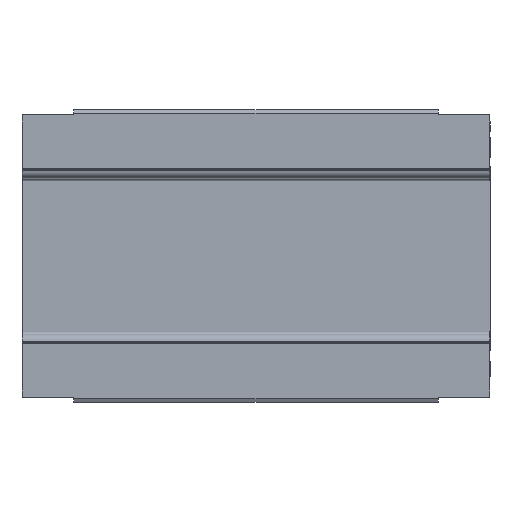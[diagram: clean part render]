
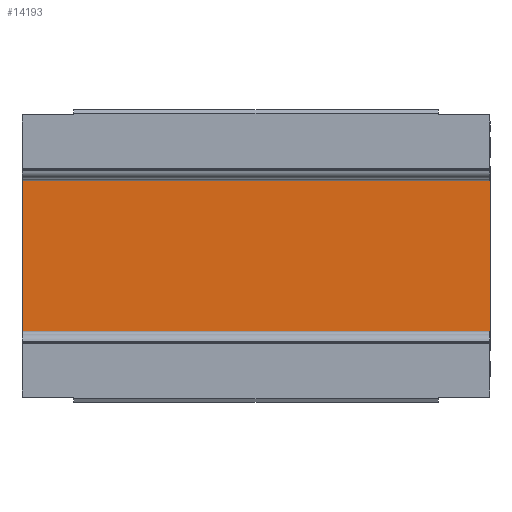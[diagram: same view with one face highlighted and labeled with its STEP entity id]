
A CAD part, front view. The second image highlights one B-rep face of the part: STEP entity #14193.
In plain terms, the highlighted planar face has unit normal (0, -1, 0).
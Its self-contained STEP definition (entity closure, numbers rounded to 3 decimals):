
#3658 = CARTESIAN_POINT ( 'NONE',  ( -63.6, 4., -4.8 ) ) ;
#3659 = CARTESIAN_POINT ( 'NONE',  ( -63.6, 4., 4.8 ) ) ;
#3710 = CARTESIAN_POINT ( 'NONE',  ( -36.4, 4., 4.8 ) ) ;
#3711 = CARTESIAN_POINT ( 'NONE',  ( -36.4, 4., -4.8 ) ) ;
#6881 = ORIENTED_EDGE ( 'NONE', *, *, #13869, .T. ) ;
#6882 = ORIENTED_EDGE ( 'NONE', *, *, #12012, .T. ) ;
#6883 = ORIENTED_EDGE ( 'NONE', *, *, #14017, .T. ) ;
#6884 = ORIENTED_EDGE ( 'NONE', *, *, #12046, .T. ) ;
#7123 = EDGE_LOOP ( 'NONE', ( #6881, #6882, #6883, #6884 ) ) ;
#7582 = FACE_OUTER_BOUND ( 'NONE', #7123, .T. ) ;
#7861 = VECTOR ( 'NONE', #10219, 1000. ) ;
#7967 = LINE ( 'NONE', #10217, #7861 ) ;
#8076 = VECTOR ( 'NONE', #21657, 1000. ) ;
#8100 = LINE ( 'NONE', #21653, #8076 ) ;
#10217 = CARTESIAN_POINT ( 'NONE',  ( -36.4, 4., -5. ) ) ;
#10219 = DIRECTION ( 'NONE',  ( 0., 0., 1. ) ) ;
#12012 = EDGE_CURVE ( 'NONE', #13159, #13212, #16967, .T. ) ;
#12046 = EDGE_CURVE ( 'NONE', #13211, #13160, #17066, .T. ) ;
#13159 = VERTEX_POINT ( 'NONE', #3658 ) ;
#13160 = VERTEX_POINT ( 'NONE', #3659 ) ;
#13211 = VERTEX_POINT ( 'NONE', #3710 ) ;
#13212 = VERTEX_POINT ( 'NONE', #3711 ) ;
#13869 = EDGE_CURVE ( 'NONE', #13160, #13159, #8100, .T. ) ;
#14017 = EDGE_CURVE ( 'NONE', #13212, #13211, #7967, .T. ) ;
#14193 = ADVANCED_FACE ( 'NONE', ( #7582 ), #19033, .F. ) ;
#15588 = CARTESIAN_POINT ( 'NONE',  ( -36.4, 4., -4.8 ) ) ;
#15596 = DIRECTION ( 'NONE',  ( 1., 0., 0. ) ) ;
#15670 = CARTESIAN_POINT ( 'NONE',  ( -63.6, 4., 4.8 ) ) ;
#15696 = DIRECTION ( 'NONE',  ( -1., 0., 0. ) ) ;
#16967 = LINE ( 'NONE', #15588, #17165 ) ;
#17033 = VECTOR ( 'NONE', #15696, 1000. ) ;
#17066 = LINE ( 'NONE', #15670, #17033 ) ;
#17165 = VECTOR ( 'NONE', #15596, 1000. ) ;
#19026 = CARTESIAN_POINT ( 'NONE',  ( -46.5, 4., 0. ) ) ;
#19033 = PLANE ( 'NONE',  #25481 ) ;
#19038 = DIRECTION ( 'NONE',  ( 0., 1., 0. ) ) ;
#19039 = DIRECTION ( 'NONE',  ( 0., 0., 1. ) ) ;
#21653 = CARTESIAN_POINT ( 'NONE',  ( -63.6, 4., -5. ) ) ;
#21657 = DIRECTION ( 'NONE',  ( 0., 0., -1. ) ) ;
#25481 = AXIS2_PLACEMENT_3D ( 'NONE', #19026, #19038, #19039 ) ;
